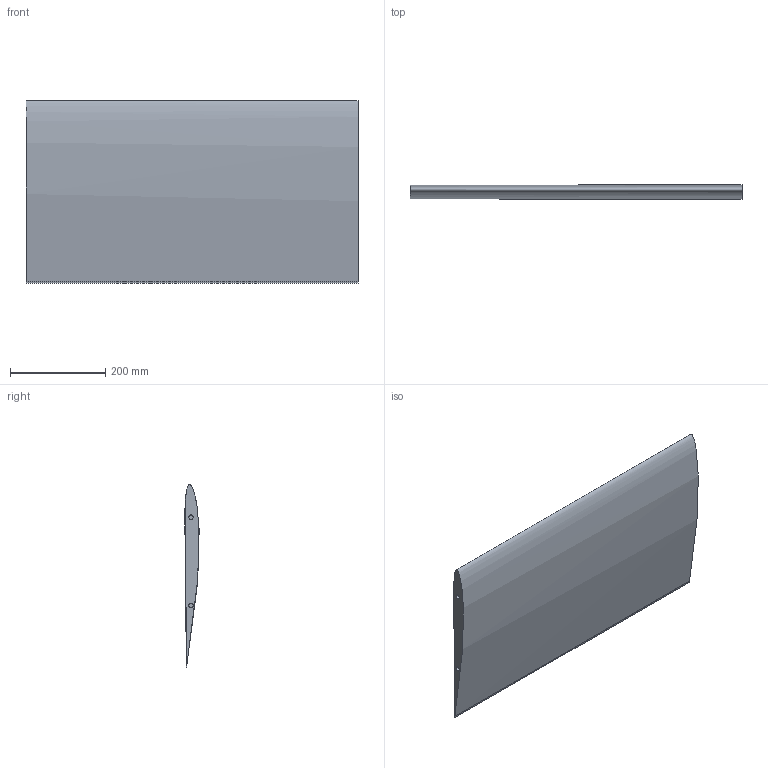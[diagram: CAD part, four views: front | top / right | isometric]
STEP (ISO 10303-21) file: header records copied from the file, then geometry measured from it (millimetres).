
FILE_DESCRIPTION (( 'STEP AP214' ), '1' );
FILE_NAME ('FW1_v1.STEP', '2024-11-21T00:16:10', ( '' ), ( '' ), 'SwSTEP 2.0', 'SolidWorks 2024', '' );
FILE_SCHEMA (( 'AUTOMOTIVE_DESIGN' ));
Length unit declared in the file: inch
Products named in the file (1): FW1_v1
Bounding box: 698.5 x 29.97 x 384.42 mm (x, y, z)
Volume: 4907647 mm3; surface area: 562754.7 mm2
Topology: 1 solids, 1 shells, 17 faces, 33 edges, 22 vertices
Faces by surface type: cylinder 8, plane 8, bspline 1
Entity records: 608 total; most frequent: CARTESIAN_POINT 218, DIRECTION 81, ORIENTED_EDGE 66, EDGE_CURVE 33, AXIS2_PLACEMENT_3D 33, VERTEX_POINT 22, EDGE_LOOP 21, FACE_OUTER_BOUND 17
